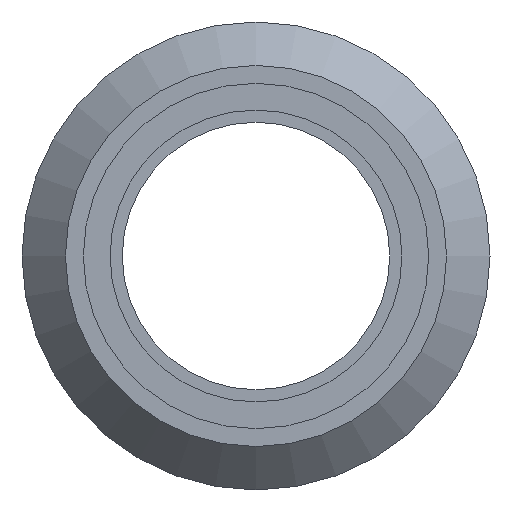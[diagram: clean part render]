
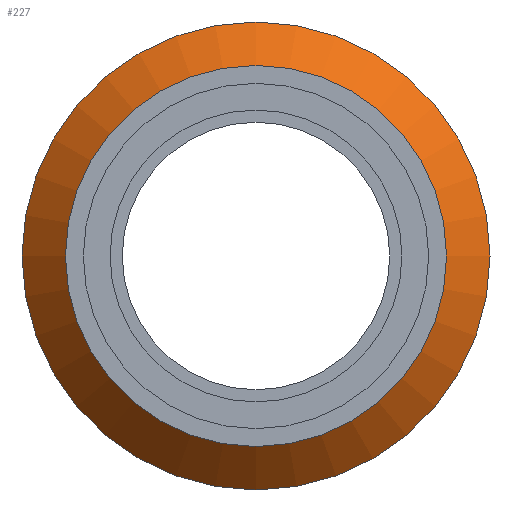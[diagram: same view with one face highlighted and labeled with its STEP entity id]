
A CAD part, front view. The second image highlights one B-rep face of the part: STEP entity #227.
In plain terms, the highlighted conical face has half-angle 45 degrees and reference radius 19 mm.
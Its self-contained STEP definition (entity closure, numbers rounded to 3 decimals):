
#17=CONICAL_SURFACE('',#257,19.,0.785);
#22=LINE('',#393,#32);
#32=VECTOR('',#319,19.);
#58=FACE_OUTER_BOUND('',#77,.T.);
#77=EDGE_LOOP('',(#180,#181,#182,#183,#184));
#89=CIRCLE('',#239,17.1);
#101=CIRCLE('',#258,21.);
#102=CIRCLE('',#259,21.);
#108=VERTEX_POINT('',#357);
#120=VERTEX_POINT('',#392);
#121=VERTEX_POINT('',#394);
#127=EDGE_CURVE('',#108,#108,#89,.T.);
#143=EDGE_CURVE('',#108,#120,#22,.T.);
#144=EDGE_CURVE('',#121,#120,#101,.T.);
#145=EDGE_CURVE('',#120,#121,#102,.T.);
#180=ORIENTED_EDGE('',*,*,#127,.T.);
#181=ORIENTED_EDGE('',*,*,#143,.T.);
#182=ORIENTED_EDGE('',*,*,#144,.F.);
#183=ORIENTED_EDGE('',*,*,#145,.F.);
#184=ORIENTED_EDGE('',*,*,#143,.F.);
#227=ADVANCED_FACE('',(#58),#17,.T.);
#239=AXIS2_PLACEMENT_3D('',#358,#277,#278);
#257=AXIS2_PLACEMENT_3D('',#391,#317,#318);
#258=AXIS2_PLACEMENT_3D('',#395,#320,#321);
#259=AXIS2_PLACEMENT_3D('',#396,#322,#323);
#277=DIRECTION('center_axis',(0.,1.,0.));
#278=DIRECTION('ref_axis',(-1.,0.,0.));
#317=DIRECTION('center_axis',(0.,1.,0.));
#318=DIRECTION('ref_axis',(-1.,0.,0.));
#319=DIRECTION('',(0.707,0.707,0.));
#320=DIRECTION('center_axis',(0.,1.,0.));
#321=DIRECTION('ref_axis',(1.,0.,0.));
#322=DIRECTION('center_axis',(0.,1.,0.));
#323=DIRECTION('ref_axis',(1.,0.,0.));
#357=CARTESIAN_POINT('',(-41.9,-47.4,31.));
#358=CARTESIAN_POINT('Origin',(-59.,-47.4,31.));
#391=CARTESIAN_POINT('Origin',(-59.,-45.5,31.));
#392=CARTESIAN_POINT('',(-38.,-43.5,31.));
#393=CARTESIAN_POINT('',(-40.,-45.5,31.));
#394=CARTESIAN_POINT('',(-80.,-43.5,31.));
#395=CARTESIAN_POINT('Origin',(-59.,-43.5,31.));
#396=CARTESIAN_POINT('Origin',(-59.,-43.5,31.));
